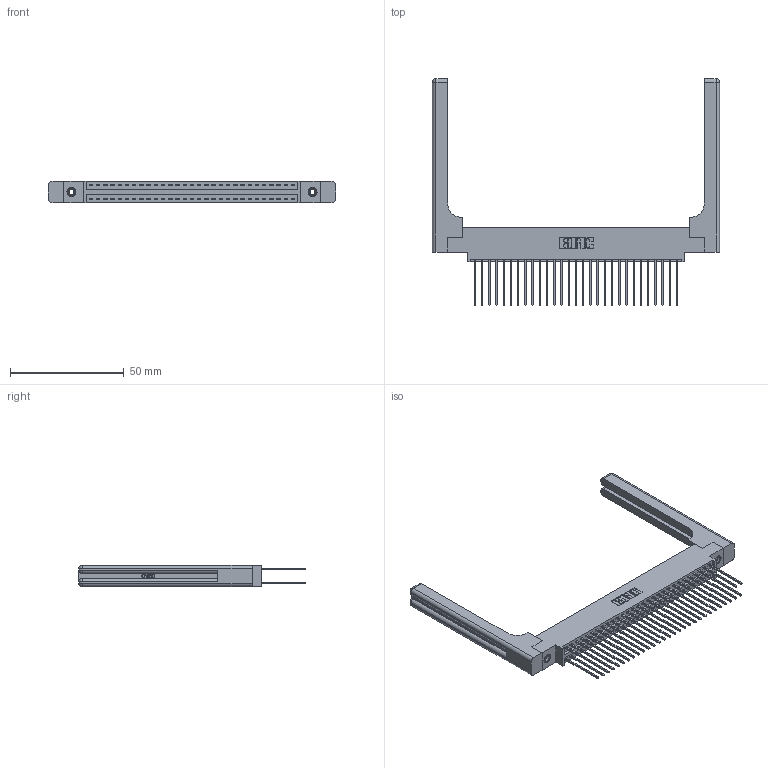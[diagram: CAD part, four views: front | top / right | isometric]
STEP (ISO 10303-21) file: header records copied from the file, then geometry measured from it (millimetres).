
FILE_DESCRIPTION (( 'STEP AP203' ), '1' );
FILE_NAME ('396-058-541-858.STEP', '2019-11-02T08:43:47', ( '' ), ( '' ), 'SwSTEP 2.0', 'SolidWorks 2016', '' );
FILE_SCHEMA (( 'CONFIG_CONTROL_DESIGN' ));
Length unit declared in the file: inch
Products named in the file (5): 346 Part_0.170 Offset - 0.156 Dia-TH; 345-292-001_345-293-141; 345-250-001_345-250-001-102; 346-220-058_345-220-058; 396-058-541-858
Assembly tree (63 placements, depth 2):
  396-058-541-858
    346 Part_0.170 Offset - 0.156 Dia-TH
    345-292-001_345-293-141  x58
    345-250-001_345-250-001-102  x2
    346-220-058_345-220-058  x2
Bounding box: 126.14 x 99.57 x 9.4 mm (x, y, z)
Volume: 19871.3 mm3; surface area: 23557 mm2
Topology: 63 solids, 63 shells, 3398 faces, 9997 edges, 6566 vertices
Faces by surface type: plane 2258, cylinder 1080, bspline 36, cone 12, sphere 8, torus 4
Entity records: 26008 total; most frequent: CARTESIAN_POINT 5313, ORIENTED_EDGE 4044, DIRECTION 3666, EDGE_CURVE 2022, LINE 1682, VECTOR 1682, VERTEX_POINT 1338, AXIS2_PLACEMENT_3D 992
